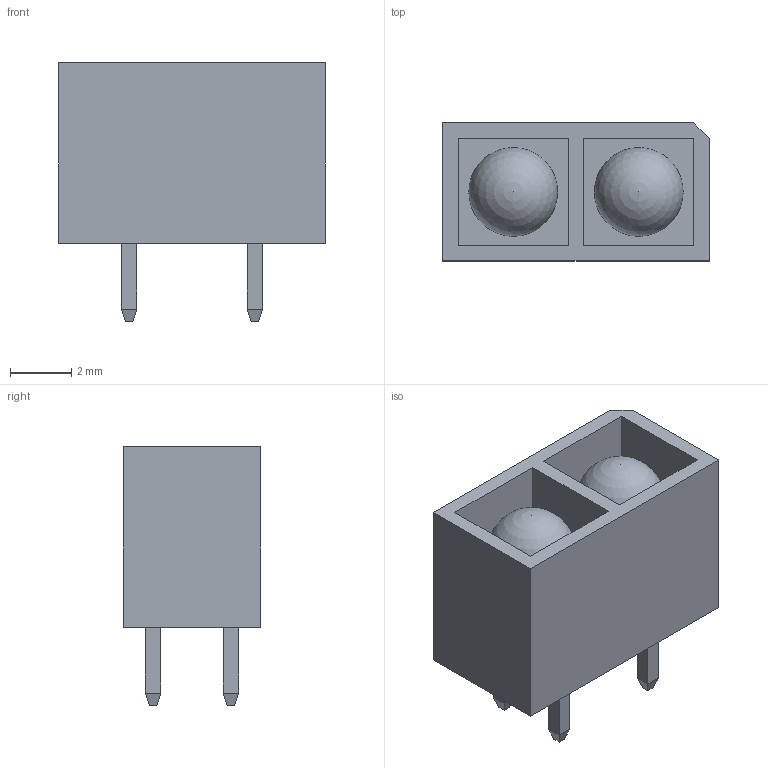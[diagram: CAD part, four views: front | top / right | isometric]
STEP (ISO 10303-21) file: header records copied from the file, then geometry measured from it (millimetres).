
FILE_DESCRIPTION(/* description */ (''),/* implementation_level */ '2;1');
FILE_NAME(/* name */ 'ITR9909 v4.step',/* time_stamp */ '2022-08-28T16:52:41-04:00',/* author */ (''),/* organization */ (''),/* preprocessor_version */ 'ST-DEVELOPER v19',/* originating_system */ 'Autodesk Translation Framework v11.7.0.108',/* authorisation */ '');
FILE_SCHEMA (('AUTOMOTIVE_DESIGN { 1 0 10303 214 3 1 1 }'));
Length unit declared in the file: millimetre
Products named in the file (4): ITR9909; Body; Phototransistor; Infrared LED
Assembly tree (3 placements, depth 2):
  ITR9909
    Body
    Phototransistor
    Infrared LED
Bounding box: 8.7 x 4.5 x 8.45 mm (x, y, z)
Volume: 177.9 mm3; surface area: 560.4 mm2
Topology: 5 solids, 5 shells, 157 faces, 441 edges, 282 vertices
Faces by surface type: plane 99, cylinder 28, cone 12, torus 8, bspline 6, sphere 4
Full cylindrical faces by diameter (mm): 0.01 x12, 2.9 x2
Entity records: 5643 total; most frequent: CARTESIAN_POINT 1333, ORIENTED_EDGE 870, DIRECTION 835, EDGE_CURVE 435, LINE 283, VECTOR 283, VERTEX_POINT 282, AXIS2_PLACEMENT_3D 276
